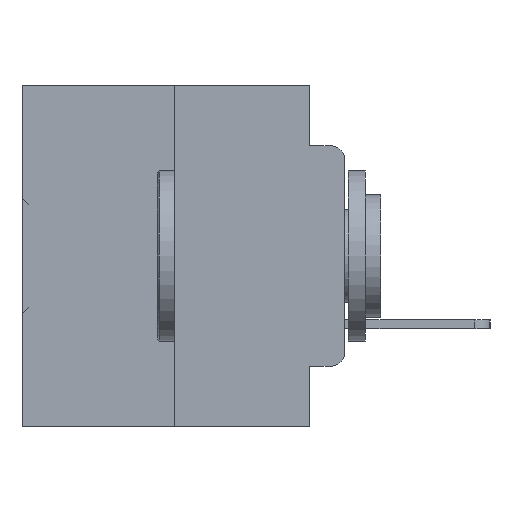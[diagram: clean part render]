
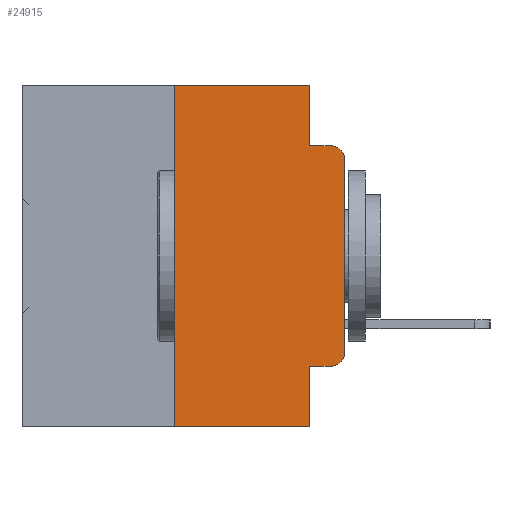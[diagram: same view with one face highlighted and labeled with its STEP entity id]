
A CAD part, left-side view. The second image highlights one B-rep face of the part: STEP entity #24915.
In plain terms, the highlighted planar face has unit normal (-1, 0, 0).
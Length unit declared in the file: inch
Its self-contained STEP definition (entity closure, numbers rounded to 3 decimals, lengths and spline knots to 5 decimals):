
#226 = VECTOR ( 'NONE', #29773, 39.37008 ) ;
#338 = ORIENTED_EDGE ( 'NONE', *, *, #3383, .F. ) ;
#373 = CARTESIAN_POINT ( 'NONE',  ( 0., 0.02, -0.0885 ) ) ;
#444 = AXIS2_PLACEMENT_3D ( 'NONE', #4017, #6881, #26471 ) ;
#1154 = PLANE ( 'NONE',  #444 ) ;
#1420 = AXIS2_PLACEMENT_3D ( 'NONE', #26208, #9431, #29015 ) ;
#3161 = EDGE_CURVE ( 'NONE', #19145, #6633, #10312, .T. ) ;
#3206 = VECTOR ( 'NONE', #9656, 39.37008 ) ;
#3383 = EDGE_CURVE ( 'NONE', #28284, #28312, #4121, .T. ) ;
#3577 = LINE ( 'NONE', #22213, #16771 ) ;
#3815 = VERTEX_POINT ( 'NONE', #22801 ) ;
#4017 = CARTESIAN_POINT ( 'NONE',  ( 0., 0.473, 0. ) ) ;
#4121 = LINE ( 'NONE', #6833, #3206 ) ;
#4211 = CARTESIAN_POINT ( 'NONE',  ( 0., 0.02, -0.4115 ) ) ;
#4722 = DIRECTION ( 'NONE',  ( 0., 0., 1. ) ) ;
#4825 = LINE ( 'NONE', #16029, #25420 ) ;
#5293 = EDGE_CURVE ( 'NONE', #28312, #16456, #3577, .T. ) ;
#5924 = CARTESIAN_POINT ( 'NONE',  ( 0., 0., -0.1085 ) ) ;
#6633 = VERTEX_POINT ( 'NONE', #373 ) ;
#6833 = CARTESIAN_POINT ( 'NONE',  ( 0., 0.473, 0. ) ) ;
#6881 = DIRECTION ( 'NONE',  ( 1., 0., 0. ) ) ;
#8509 = VECTOR ( 'NONE', #17572, 39.37008 ) ;
#9431 = DIRECTION ( 'NONE',  ( -1., 0., 0. ) ) ;
#9568 = EDGE_CURVE ( 'NONE', #16456, #6633, #17710, .T. ) ;
#9656 = DIRECTION ( 'NONE',  ( 0., -1., 0. ) ) ;
#10312 = CIRCLE ( 'NONE', #27176, 0.02 ) ;
#10742 = ORIENTED_EDGE ( 'NONE', *, *, #14253, .T. ) ;
#11114 = DIRECTION ( 'NONE',  ( 0., 0., -1. ) ) ;
#11645 = CARTESIAN_POINT ( 'NONE',  ( 0., 0.051, 0. ) ) ;
#12042 = ORIENTED_EDGE ( 'NONE', *, *, #26185, .T. ) ;
#12064 = CARTESIAN_POINT ( 'NONE',  ( 0., 0.051, -0.0885 ) ) ;
#12141 = ORIENTED_EDGE ( 'NONE', *, *, #5293, .F. ) ;
#12950 = LINE ( 'NONE', #30165, #19476 ) ;
#13220 = VECTOR ( 'NONE', #16071, 39.37008 ) ;
#13393 = ORIENTED_EDGE ( 'NONE', *, *, #21703, .F. ) ;
#14211 = DIRECTION ( 'NONE',  ( -1., 0., 0. ) ) ;
#14253 = EDGE_CURVE ( 'NONE', #3815, #16931, #24660, .T. ) ;
#15427 = EDGE_CURVE ( 'NONE', #17556, #28284, #34617, .T. ) ;
#15457 = ORIENTED_EDGE ( 'NONE', *, *, #30443, .T. ) ;
#15906 = DIRECTION ( 'NONE',  ( 0., -1., 0. ) ) ;
#16029 = CARTESIAN_POINT ( 'NONE',  ( 0., 0., 0. ) ) ;
#16071 = DIRECTION ( 'NONE',  ( 0., 0., 1. ) ) ;
#16456 = VERTEX_POINT ( 'NONE', #31622 ) ;
#16771 = VECTOR ( 'NONE', #11114, 39.37008 ) ;
#16931 = VERTEX_POINT ( 'NONE', #4211 ) ;
#17238 = VECTOR ( 'NONE', #15906, 39.37008 ) ;
#17556 = VERTEX_POINT ( 'NONE', #21198 ) ;
#17572 = DIRECTION ( 'NONE',  ( 0., -1., 0. ) ) ;
#17710 = LINE ( 'NONE', #12064, #8509 ) ;
#19039 = DIRECTION ( 'NONE',  ( 0., -1., 0. ) ) ;
#19040 = EDGE_LOOP ( 'NONE', ( #15457, #29413, #32683, #12141, #338, #33620, #25725, #13393, #10742, #12042 ) ) ;
#19145 = VERTEX_POINT ( 'NONE', #5924 ) ;
#19435 = CARTESIAN_POINT ( 'NONE',  ( 0., 0., -0.3915 ) ) ;
#19476 = VECTOR ( 'NONE', #19039, 39.37008 ) ;
#19938 = CARTESIAN_POINT ( 'NONE',  ( 0., 0.25, 0. ) ) ;
#21198 = CARTESIAN_POINT ( 'NONE',  ( 0., 0.25, -0.5 ) ) ;
#21703 = EDGE_CURVE ( 'NONE', #3815, #31149, #30111, .T. ) ;
#22213 = CARTESIAN_POINT ( 'NONE',  ( 0., 0.051, 0. ) ) ;
#22801 = CARTESIAN_POINT ( 'NONE',  ( 0., 0.051, -0.4115 ) ) ;
#24485 = CARTESIAN_POINT ( 'NONE',  ( 0., 0.25, 0. ) ) ;
#24660 = LINE ( 'NONE', #27045, #17238 ) ;
#24915 = ADVANCED_FACE ( 'NONE', ( #26584 ), #1154, .F. ) ;
#25420 = VECTOR ( 'NONE', #4722, 39.37008 ) ;
#25725 = ORIENTED_EDGE ( 'NONE', *, *, #34541, .T. ) ;
#26185 = EDGE_CURVE ( 'NONE', #16931, #26585, #29589, .T. ) ;
#26208 = CARTESIAN_POINT ( 'NONE',  ( 0., 0.02, -0.3915 ) ) ;
#26471 = DIRECTION ( 'NONE',  ( 0., 0., -1. ) ) ;
#26584 = FACE_OUTER_BOUND ( 'NONE', #19040, .T. ) ;
#26585 = VERTEX_POINT ( 'NONE', #19435 ) ;
#26983 = CARTESIAN_POINT ( 'NONE',  ( 0., 0.051, 0. ) ) ;
#27045 = CARTESIAN_POINT ( 'NONE',  ( 0., 0.051, -0.4115 ) ) ;
#27077 = CARTESIAN_POINT ( 'NONE',  ( 0., 0.051, -0.5 ) ) ;
#27176 = AXIS2_PLACEMENT_3D ( 'NONE', #30936, #14211, #33721 ) ;
#28284 = VERTEX_POINT ( 'NONE', #19938 ) ;
#28312 = VERTEX_POINT ( 'NONE', #11645 ) ;
#29015 = DIRECTION ( 'NONE',  ( 0., 0., -1. ) ) ;
#29413 = ORIENTED_EDGE ( 'NONE', *, *, #3161, .T. ) ;
#29589 = CIRCLE ( 'NONE', #1420, 0.02 ) ;
#29773 = DIRECTION ( 'NONE',  ( 0., 0., -1. ) ) ;
#30111 = LINE ( 'NONE', #26983, #226 ) ;
#30165 = CARTESIAN_POINT ( 'NONE',  ( 0., 0.473, -0.5 ) ) ;
#30443 = EDGE_CURVE ( 'NONE', #26585, #19145, #4825, .T. ) ;
#30936 = CARTESIAN_POINT ( 'NONE',  ( 0., 0.02, -0.1085 ) ) ;
#31149 = VERTEX_POINT ( 'NONE', #27077 ) ;
#31622 = CARTESIAN_POINT ( 'NONE',  ( 0., 0.051, -0.0885 ) ) ;
#32683 = ORIENTED_EDGE ( 'NONE', *, *, #9568, .F. ) ;
#33620 = ORIENTED_EDGE ( 'NONE', *, *, #15427, .F. ) ;
#33721 = DIRECTION ( 'NONE',  ( 0., 0., -1. ) ) ;
#34541 = EDGE_CURVE ( 'NONE', #17556, #31149, #12950, .T. ) ;
#34617 = LINE ( 'NONE', #24485, #13220 ) ;
